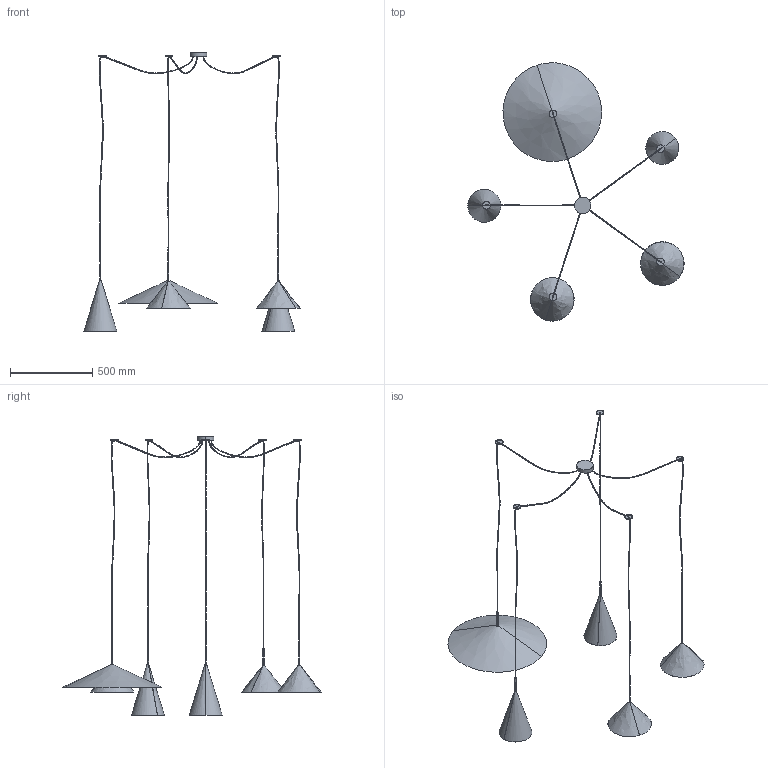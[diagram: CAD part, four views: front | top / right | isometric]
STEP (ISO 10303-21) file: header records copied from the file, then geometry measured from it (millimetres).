
FILE_DESCRIPTION(/* description */ (''),/* implementation_level */ '2;1');
FILE_NAME(/* name */ '1744.300.KIT_SAMOI',/* time_stamp */ '2024-04-09T17:07:44+02:00',/* author */ (''),/* organization */ (''),/* preprocessor_version */ 'ST-DEVELOPER v16.5',/* originating_system */ 'Rhino 7.15',/* authorisation */ '');
FILE_SCHEMA (('CONFIG_CONTROL_DESIGN'));
Length unit declared in the file: millimetre
Products named in the file (1): Document
Bounding box: 1313.84 x 1568.96 x 1691.3 mm (x, y, z)
Volume: 363318.7 mm3; surface area: 1623387.2 mm2
Topology: 13 solids, 37 shells, 130 faces, 292 edges, 187 vertices
Faces by surface type: bspline 68, cylinder 36, plane 26
Entity records: 10121 total; most frequent: CARTESIAN_POINT 8421, ORIENTED_EDGE 446, EDGE_CURVE 260, VERTEX_POINT 167, ADVANCED_FACE 130, FACE_OUTER_BOUND 130, EDGE_LOOP 130, B_SPLINE_CURVE_WITH_KNOTS 76
